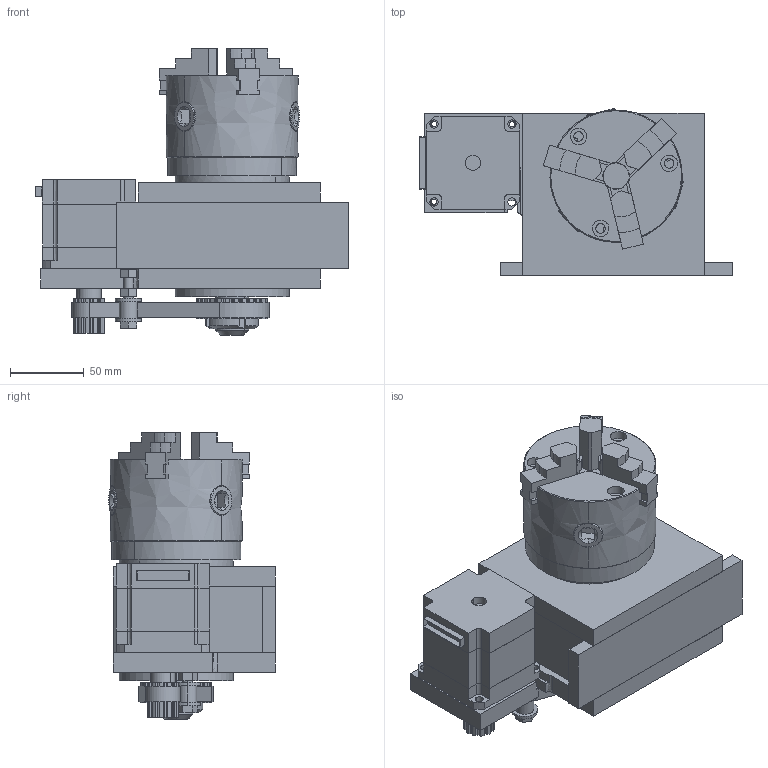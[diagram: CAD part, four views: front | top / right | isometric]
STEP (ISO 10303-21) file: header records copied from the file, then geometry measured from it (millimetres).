
FILE_DESCRIPTION(('FreeCAD Model'),'2;1');
FILE_NAME('Open CASCADE Shape Model','2025-05-07T17:55:05',('FreeCAD'),( 'FreeCAD'),'Open CASCADE STEP processor 7.6','FreeCAD','Unknown');
FILE_SCHEMA(('AUTOMOTIVE_DESIGN { 1 0 10303 214 1 1 1 1 }'));
Length unit declared in the file: millimetre
Products named in the file (1): Open CASCADE STEP translator 7.6 1
Bounding box: 212.16 x 113.13 x 194.64 mm (x, y, z)
Volume: 1757278.2 mm3; surface area: 285718 mm2
Topology: 23 solids, 23 shells, 745 faces, 1986 edges, 1302 vertices
Faces by surface type: bspline 745
Entity records: 24109 total; most frequent: CARTESIAN_POINT 12703, ORIENTED_EDGE 3972, EDGE_CURVE 1986, B_SPLINE_CURVE_WITH_KNOTS 1306, VERTEX_POINT 1302, FACE_BOUND 816, EDGE_LOOP 816, ADVANCED_FACE 745
